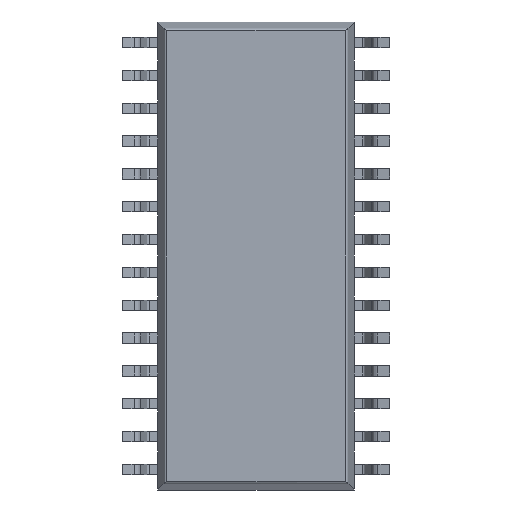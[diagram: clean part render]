
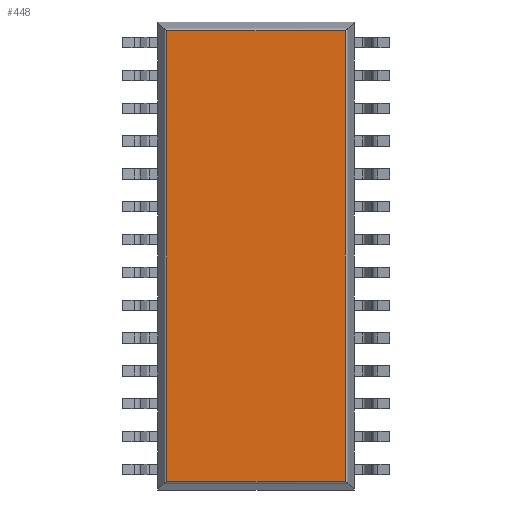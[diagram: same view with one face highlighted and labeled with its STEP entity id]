
A CAD part, front view. The second image highlights one B-rep face of the part: STEP entity #448.
In plain terms, the highlighted planar face has unit normal (0, -1, 0).
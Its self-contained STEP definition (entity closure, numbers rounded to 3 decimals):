
#368 = ORIENTED_EDGE ( 'NONE', *, *, #369, .T. ) ;
#369 = EDGE_CURVE ( 'NONE', #9481, #370, #5104, .T. ) ;
#370 = VERTEX_POINT ( 'NONE', #5100 ) ;
#371 = ORIENTED_EDGE ( 'NONE', *, *, #372, .T. ) ;
#372 = EDGE_CURVE ( 'NONE', #370, #373, #5099, .T. ) ;
#373 = VERTEX_POINT ( 'NONE', #5095 ) ;
#374 = ORIENTED_EDGE ( 'NONE', *, *, #375, .T. ) ;
#375 = EDGE_CURVE ( 'NONE', #373, #9484, #5094, .T. ) ;
#448 = ADVANCED_FACE ( 'NONE', ( #5306 ), #5341, .T. ) ;
#449 = EDGE_LOOP ( 'NONE', ( #450, #368, #371, #374 ) ) ;
#450 = ORIENTED_EDGE ( 'NONE', *, *, #451, .T. ) ;
#451 = EDGE_CURVE ( 'NONE', #9484, #9481, #5336, .T. ) ;
#5091 = DIRECTION ( 'NONE',  ( -1., 0., 0. ) ) ;
#5092 = VECTOR ( 'NONE', #5091, 1000. ) ;
#5093 = CARTESIAN_POINT ( 'NONE',  ( -3.8, 0.15, 8.709 ) ) ;
#5094 = LINE ( 'NONE', #5093, #5092 ) ;
#5095 = CARTESIAN_POINT ( 'NONE',  ( 3.459, 0.15, 8.709 ) ) ;
#5096 = DIRECTION ( 'NONE',  ( 0., 0., 1. ) ) ;
#5097 = VECTOR ( 'NONE', #5096, 1000. ) ;
#5098 = CARTESIAN_POINT ( 'NONE',  ( 3.459, 0.15, -9.05 ) ) ;
#5099 = LINE ( 'NONE', #5098, #5097 ) ;
#5100 = CARTESIAN_POINT ( 'NONE',  ( 3.459, 0.15, -8.709 ) ) ;
#5101 = DIRECTION ( 'NONE',  ( 1., 0., 0. ) ) ;
#5102 = VECTOR ( 'NONE', #5101, 1000. ) ;
#5103 = CARTESIAN_POINT ( 'NONE',  ( -3.8, 0.15, -8.709 ) ) ;
#5104 = LINE ( 'NONE', #5103, #5102 ) ;
#5306 = FACE_OUTER_BOUND ( 'NONE', #449, .T. ) ;
#5333 = DIRECTION ( 'NONE',  ( 0., 0., -1. ) ) ;
#5334 = VECTOR ( 'NONE', #5333, 1000. ) ;
#5335 = CARTESIAN_POINT ( 'NONE',  ( -3.459, 0.15, -9.05 ) ) ;
#5336 = LINE ( 'NONE', #5335, #5334 ) ;
#5337 = DIRECTION ( 'NONE',  ( 0., 0., -1. ) ) ;
#5338 = DIRECTION ( 'NONE',  ( 0., -1., 0. ) ) ;
#5339 = CARTESIAN_POINT ( 'NONE',  ( -3.8, 0.15, -9.05 ) ) ;
#5340 = AXIS2_PLACEMENT_3D ( 'NONE', #5339, #5338, #5337 ) ;
#5341 = PLANE ( 'NONE',  #5340 ) ;
#9481 = VERTEX_POINT ( 'NONE', #16852 ) ;
#9484 = VERTEX_POINT ( 'NONE', #16891 ) ;
#16852 = CARTESIAN_POINT ( 'NONE',  ( -3.459, 0.15, -8.709 ) ) ;
#16891 = CARTESIAN_POINT ( 'NONE',  ( -3.459, 0.15, 8.709 ) ) ;
